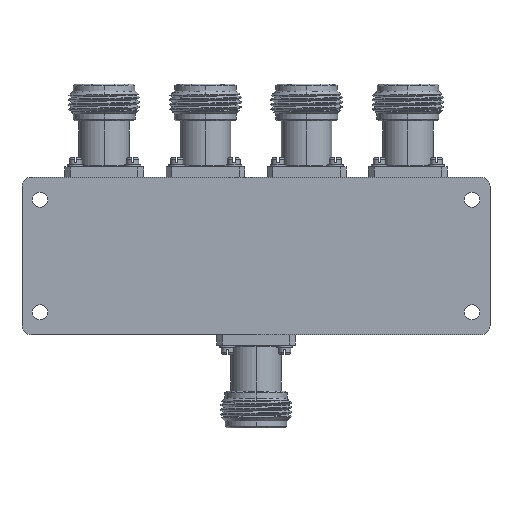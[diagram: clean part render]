
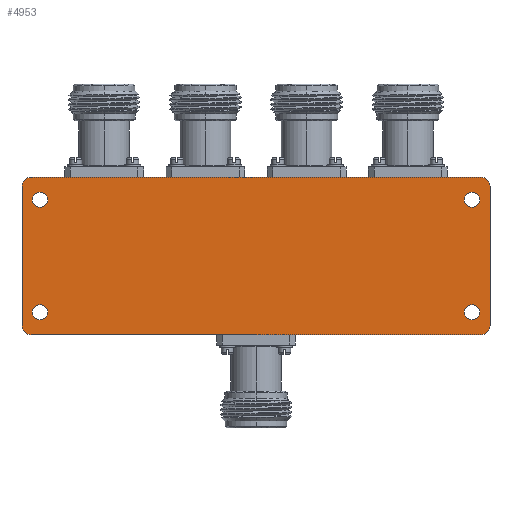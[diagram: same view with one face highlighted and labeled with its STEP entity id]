
A CAD part, front view. The second image highlights one B-rep face of the part: STEP entity #4953.
In plain terms, the highlighted planar face has unit normal (0, -1, 0).
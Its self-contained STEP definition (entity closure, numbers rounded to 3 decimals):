
#33 = VERTEX_POINT ( 'NONE', #3797 ) ;
#40 = CARTESIAN_POINT ( 'NONE',  ( 48., -11., 10.8 ) ) ;
#171 = CARTESIAN_POINT ( 'NONE',  ( 48., -11., -14.2 ) ) ;
#177 = EDGE_CURVE ( 'NONE', #3866, #1369, #3617, .T. ) ;
#388 = CARTESIAN_POINT ( 'NONE',  ( -52., -11., 17.5 ) ) ;
#432 = CARTESIAN_POINT ( 'NONE',  ( -52., -11., 15.5 ) ) ;
#454 = CARTESIAN_POINT ( 'NONE',  ( -48., -11., 12.5 ) ) ;
#470 = ORIENTED_EDGE ( 'NONE', *, *, #2238, .T. ) ;
#476 = AXIS2_PLACEMENT_3D ( 'NONE', #454, #1975, #1511 ) ;
#495 = DIRECTION ( 'NONE',  ( 0., -1., 0. ) ) ;
#508 = DIRECTION ( 'NONE',  ( 0., 0., 1. ) ) ;
#598 = VECTOR ( 'NONE', #3581, 1000. ) ;
#603 = AXIS2_PLACEMENT_3D ( 'NONE', #3218, #5638, #2168 ) ;
#635 = DIRECTION ( 'NONE',  ( 0., -1., 0. ) ) ;
#656 = EDGE_CURVE ( 'NONE', #3472, #33, #988, .T. ) ;
#683 = AXIS2_PLACEMENT_3D ( 'NONE', #5899, #2579, #3441 ) ;
#732 = CARTESIAN_POINT ( 'NONE',  ( -48., -11., -14.2 ) ) ;
#738 = VERTEX_POINT ( 'NONE', #4431 ) ;
#751 = DIRECTION ( 'NONE',  ( 0., 0., -1. ) ) ;
#817 = AXIS2_PLACEMENT_3D ( 'NONE', #2084, #4534, #1204 ) ;
#822 = EDGE_CURVE ( 'NONE', #3981, #3866, #4804, .T. ) ;
#848 = CARTESIAN_POINT ( 'NONE',  ( 0., -11., 0. ) ) ;
#856 = EDGE_CURVE ( 'NONE', #983, #2446, #5339, .T. ) ;
#983 = VERTEX_POINT ( 'NONE', #732 ) ;
#986 = LINE ( 'NONE', #3438, #4254 ) ;
#988 = CIRCLE ( 'NONE', #476, 1.7 ) ;
#1057 = VERTEX_POINT ( 'NONE', #3275 ) ;
#1131 = AXIS2_PLACEMENT_3D ( 'NONE', #848, #1267, #751 ) ;
#1158 = DIRECTION ( 'NONE',  ( 0., 0., 1. ) ) ;
#1204 = DIRECTION ( 'NONE',  ( 0., 0., 1. ) ) ;
#1206 = EDGE_CURVE ( 'NONE', #3784, #3981, #4142, .T. ) ;
#1214 = EDGE_CURVE ( 'NONE', #738, #5252, #1705, .T. ) ;
#1227 = AXIS2_PLACEMENT_3D ( 'NONE', #3699, #6129, #5621 ) ;
#1267 = DIRECTION ( 'NONE',  ( 0., -1., 0. ) ) ;
#1290 = EDGE_CURVE ( 'NONE', #4348, #5701, #5047, .T. ) ;
#1333 = PLANE ( 'NONE',  #1131 ) ;
#1367 = ORIENTED_EDGE ( 'NONE', *, *, #656, .T. ) ;
#1369 = VERTEX_POINT ( 'NONE', #432 ) ;
#1376 = CARTESIAN_POINT ( 'NONE',  ( -48., -11., 10.8 ) ) ;
#1391 = AXIS2_PLACEMENT_3D ( 'NONE', #1520, #495, #4839 ) ;
#1437 = EDGE_CURVE ( 'NONE', #2735, #3784, #5688, .T. ) ;
#1511 = DIRECTION ( 'NONE',  ( 0., 0., 1. ) ) ;
#1520 = CARTESIAN_POINT ( 'NONE',  ( -50., -11., 15.5 ) ) ;
#1550 = CARTESIAN_POINT ( 'NONE',  ( -52., -11., 17.5 ) ) ;
#1563 = CARTESIAN_POINT ( 'NONE',  ( -48., -11., -12.5 ) ) ;
#1625 = ORIENTED_EDGE ( 'NONE', *, *, #1214, .T. ) ;
#1675 = ORIENTED_EDGE ( 'NONE', *, *, #822, .T. ) ;
#1705 = CIRCLE ( 'NONE', #4548, 2. ) ;
#1742 = CARTESIAN_POINT ( 'NONE',  ( -50., -11., 17.5 ) ) ;
#1763 = CARTESIAN_POINT ( 'NONE',  ( -48., -11., -10.8 ) ) ;
#1858 = CARTESIAN_POINT ( 'NONE',  ( 52., -11., 17.5 ) ) ;
#1860 = EDGE_LOOP ( 'NONE', ( #3849, #2222 ) ) ;
#1863 = DIRECTION ( 'NONE',  ( 0., 0., -1. ) ) ;
#1897 = CIRCLE ( 'NONE', #603, 1.7 ) ;
#1904 = CARTESIAN_POINT ( 'NONE',  ( -50., -11., -17.5 ) ) ;
#1959 = DIRECTION ( 'NONE',  ( 0., 0., -1. ) ) ;
#1975 = DIRECTION ( 'NONE',  ( 0., 1., 0. ) ) ;
#2030 = CIRCLE ( 'NONE', #1227, 1.7 ) ;
#2040 = EDGE_LOOP ( 'NONE', ( #2701, #3435 ) ) ;
#2069 = EDGE_LOOP ( 'NONE', ( #1675, #3463, #470, #1625, #2689, #3106, #5798, #2088 ) ) ;
#2076 = LINE ( 'NONE', #1550, #598 ) ;
#2084 = CARTESIAN_POINT ( 'NONE',  ( -48., -11., 12.5 ) ) ;
#2088 = ORIENTED_EDGE ( 'NONE', *, *, #1206, .T. ) ;
#2122 = EDGE_LOOP ( 'NONE', ( #5671, #1367 ) ) ;
#2168 = DIRECTION ( 'NONE',  ( 0., 0., 1. ) ) ;
#2211 = EDGE_LOOP ( 'NONE', ( #3301, #2344 ) ) ;
#2222 = ORIENTED_EDGE ( 'NONE', *, *, #5392, .T. ) ;
#2238 = EDGE_CURVE ( 'NONE', #1369, #738, #2076, .T. ) ;
#2244 = FACE_BOUND ( 'NONE', #2122, .T. ) ;
#2344 = ORIENTED_EDGE ( 'NONE', *, *, #4881, .T. ) ;
#2446 = VERTEX_POINT ( 'NONE', #1763 ) ;
#2505 = CARTESIAN_POINT ( 'NONE',  ( -50., -11., -15.5 ) ) ;
#2511 = DIRECTION ( 'NONE',  ( 0., -1., 0. ) ) ;
#2516 = CARTESIAN_POINT ( 'NONE',  ( 48., -11., -12.5 ) ) ;
#2579 = DIRECTION ( 'NONE',  ( 0., 1., 0. ) ) ;
#2651 = CIRCLE ( 'NONE', #3364, 1.7 ) ;
#2689 = ORIENTED_EDGE ( 'NONE', *, *, #4202, .T. ) ;
#2701 = ORIENTED_EDGE ( 'NONE', *, *, #3650, .T. ) ;
#2719 = AXIS2_PLACEMENT_3D ( 'NONE', #5385, #4416, #508 ) ;
#2720 = FACE_BOUND ( 'NONE', #2040, .T. ) ;
#2735 = VERTEX_POINT ( 'NONE', #4014 ) ;
#2744 = CIRCLE ( 'NONE', #817, 1.7 ) ;
#2837 = EDGE_CURVE ( 'NONE', #4229, #6133, #1897, .T. ) ;
#2936 = CIRCLE ( 'NONE', #3838, 1.7 ) ;
#2961 = CARTESIAN_POINT ( 'NONE',  ( 50., -11., -15.5 ) ) ;
#3106 = ORIENTED_EDGE ( 'NONE', *, *, #4273, .T. ) ;
#3218 = CARTESIAN_POINT ( 'NONE',  ( 48., -11., 12.5 ) ) ;
#3275 = CARTESIAN_POINT ( 'NONE',  ( 50., -11., -17.5 ) ) ;
#3301 = ORIENTED_EDGE ( 'NONE', *, *, #2837, .T. ) ;
#3364 = AXIS2_PLACEMENT_3D ( 'NONE', #2516, #4076, #1158 ) ;
#3435 = ORIENTED_EDGE ( 'NONE', *, *, #856, .T. ) ;
#3438 = CARTESIAN_POINT ( 'NONE',  ( -52., -11., -17.5 ) ) ;
#3441 = DIRECTION ( 'NONE',  ( 0., 0., 1. ) ) ;
#3463 = ORIENTED_EDGE ( 'NONE', *, *, #177, .T. ) ;
#3472 = VERTEX_POINT ( 'NONE', #1376 ) ;
#3496 = DIRECTION ( 'NONE',  ( 0., 1., 0. ) ) ;
#3564 = CARTESIAN_POINT ( 'NONE',  ( 48., -11., -10.8 ) ) ;
#3581 = DIRECTION ( 'NONE',  ( 0., 0., -1. ) ) ;
#3617 = CIRCLE ( 'NONE', #1391, 2. ) ;
#3650 = EDGE_CURVE ( 'NONE', #2446, #983, #2936, .T. ) ;
#3676 = FACE_BOUND ( 'NONE', #1860, .T. ) ;
#3699 = CARTESIAN_POINT ( 'NONE',  ( 48., -11., 12.5 ) ) ;
#3702 = CARTESIAN_POINT ( 'NONE',  ( 52., -11., 15.5 ) ) ;
#3784 = VERTEX_POINT ( 'NONE', #3702 ) ;
#3797 = CARTESIAN_POINT ( 'NONE',  ( -48., -11., 14.2 ) ) ;
#3838 = AXIS2_PLACEMENT_3D ( 'NONE', #1563, #3496, #5417 ) ;
#3849 = ORIENTED_EDGE ( 'NONE', *, *, #1290, .T. ) ;
#3866 = VERTEX_POINT ( 'NONE', #1742 ) ;
#3907 = DIRECTION ( 'NONE',  ( 1., 0., 0. ) ) ;
#3981 = VERTEX_POINT ( 'NONE', #4879 ) ;
#4005 = CARTESIAN_POINT ( 'NONE',  ( 48., -11., 14.2 ) ) ;
#4014 = CARTESIAN_POINT ( 'NONE',  ( 52., -11., -15.5 ) ) ;
#4043 = VECTOR ( 'NONE', #5340, 1000. ) ;
#4076 = DIRECTION ( 'NONE',  ( 0., 1., 0. ) ) ;
#4135 = VECTOR ( 'NONE', #4325, 1000. ) ;
#4142 = CIRCLE ( 'NONE', #5444, 2. ) ;
#4202 = EDGE_CURVE ( 'NONE', #5252, #1057, #986, .T. ) ;
#4229 = VERTEX_POINT ( 'NONE', #4005 ) ;
#4254 = VECTOR ( 'NONE', #3907, 1000. ) ;
#4273 = EDGE_CURVE ( 'NONE', #1057, #2735, #5973, .T. ) ;
#4292 = CARTESIAN_POINT ( 'NONE',  ( 50., -11., 15.5 ) ) ;
#4325 = DIRECTION ( 'NONE',  ( -1., 0., 0. ) ) ;
#4348 = VERTEX_POINT ( 'NONE', #3564 ) ;
#4416 = DIRECTION ( 'NONE',  ( 0., 1., 0. ) ) ;
#4431 = CARTESIAN_POINT ( 'NONE',  ( -52., -11., -15.5 ) ) ;
#4534 = DIRECTION ( 'NONE',  ( 0., 1., 0. ) ) ;
#4548 = AXIS2_PLACEMENT_3D ( 'NONE', #2505, #635, #1959 ) ;
#4668 = AXIS2_PLACEMENT_3D ( 'NONE', #2961, #2511, #5862 ) ;
#4703 = EDGE_CURVE ( 'NONE', #33, #3472, #2744, .T. ) ;
#4804 = LINE ( 'NONE', #388, #4135 ) ;
#4839 = DIRECTION ( 'NONE',  ( 0., 0., -1. ) ) ;
#4879 = CARTESIAN_POINT ( 'NONE',  ( 50., -11., 17.5 ) ) ;
#4881 = EDGE_CURVE ( 'NONE', #6133, #4229, #2030, .T. ) ;
#4953 = ADVANCED_FACE ( 'NONE', ( #3676, #2244, #5130, #2720, #5212 ), #1333, .T. ) ;
#5047 = CIRCLE ( 'NONE', #2719, 1.7 ) ;
#5130 = FACE_BOUND ( 'NONE', #2211, .T. ) ;
#5212 = FACE_OUTER_BOUND ( 'NONE', #2069, .T. ) ;
#5252 = VERTEX_POINT ( 'NONE', #1904 ) ;
#5339 = CIRCLE ( 'NONE', #683, 1.7 ) ;
#5340 = DIRECTION ( 'NONE',  ( 0., 0., 1. ) ) ;
#5385 = CARTESIAN_POINT ( 'NONE',  ( 48., -11., -12.5 ) ) ;
#5392 = EDGE_CURVE ( 'NONE', #5701, #4348, #2651, .T. ) ;
#5417 = DIRECTION ( 'NONE',  ( 0., 0., 1. ) ) ;
#5444 = AXIS2_PLACEMENT_3D ( 'NONE', #4292, #6209, #1863 ) ;
#5621 = DIRECTION ( 'NONE',  ( 0., 0., 1. ) ) ;
#5638 = DIRECTION ( 'NONE',  ( 0., 1., 0. ) ) ;
#5671 = ORIENTED_EDGE ( 'NONE', *, *, #4703, .T. ) ;
#5688 = LINE ( 'NONE', #1858, #4043 ) ;
#5701 = VERTEX_POINT ( 'NONE', #171 ) ;
#5798 = ORIENTED_EDGE ( 'NONE', *, *, #1437, .T. ) ;
#5862 = DIRECTION ( 'NONE',  ( 0., 0., -1. ) ) ;
#5899 = CARTESIAN_POINT ( 'NONE',  ( -48., -11., -12.5 ) ) ;
#5973 = CIRCLE ( 'NONE', #4668, 2. ) ;
#6129 = DIRECTION ( 'NONE',  ( 0., 1., 0. ) ) ;
#6133 = VERTEX_POINT ( 'NONE', #40 ) ;
#6209 = DIRECTION ( 'NONE',  ( 0., -1., 0. ) ) ;
